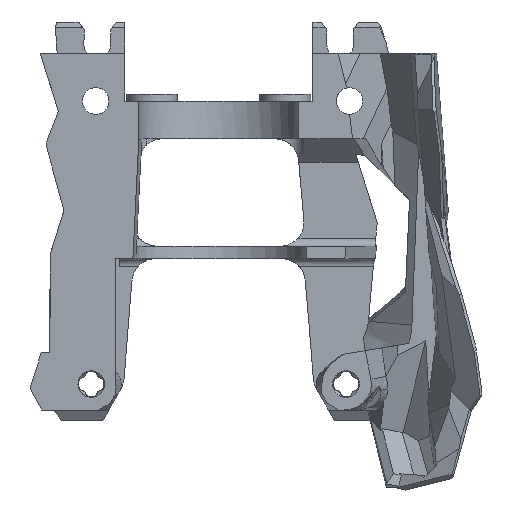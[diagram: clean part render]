
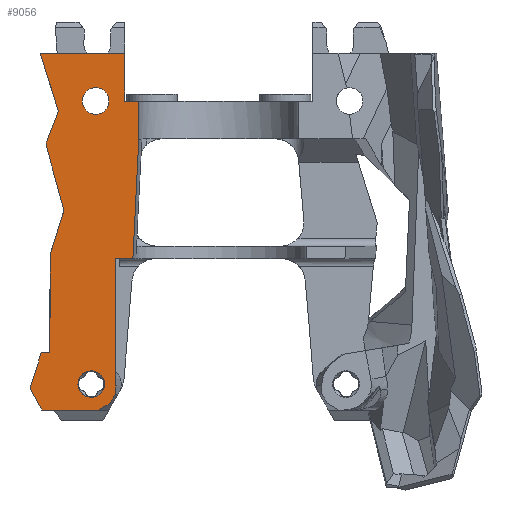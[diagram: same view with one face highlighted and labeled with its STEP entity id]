
A CAD part, front view. The second image highlights one B-rep face of the part: STEP entity #9056.
In plain terms, the highlighted planar face has unit normal (0, -1, 0).
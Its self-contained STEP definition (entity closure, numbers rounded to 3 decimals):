
#69=FACE_BOUND('',#997,.T.);
#70=FACE_BOUND('',#998,.T.);
#150=PLANE('',#9567);
#522=FACE_OUTER_BOUND('',#996,.T.);
#996=EDGE_LOOP('',(#6323,#6324,#6325,#6326,#6327,#6328,#6329,#6330,#6331,
#6332,#6333,#6334,#6335,#6336,#6337,#6338,#6339,#6340,#6341,#6342));
#997=EDGE_LOOP('',(#6343));
#998=EDGE_LOOP('',(#6344));
#1517=LINE('',#12773,#2627);
#1520=LINE('',#12778,#2630);
#1541=LINE('',#12991,#2651);
#1543=LINE('',#12999,#2653);
#1544=LINE('',#13001,#2654);
#1545=LINE('',#13003,#2655);
#1546=LINE('',#13005,#2656);
#1547=LINE('',#13007,#2657);
#1548=LINE('',#13009,#2658);
#1549=LINE('',#13011,#2659);
#1550=LINE('',#13013,#2660);
#1551=LINE('',#13015,#2661);
#1552=LINE('',#13017,#2662);
#1553=LINE('',#13019,#2663);
#1554=LINE('',#13021,#2664);
#1555=LINE('',#13023,#2665);
#1556=LINE('',#13025,#2666);
#1557=LINE('',#13027,#2667);
#1558=LINE('',#13029,#2668);
#1559=LINE('',#13030,#2669);
#2627=VECTOR('',#10287,10.);
#2630=VECTOR('',#10292,10.);
#2651=VECTOR('',#10333,1000.);
#2653=VECTOR('',#10341,1000.);
#2654=VECTOR('',#10342,1000.);
#2655=VECTOR('',#10343,1000.);
#2656=VECTOR('',#10344,1000.);
#2657=VECTOR('',#10345,1000.);
#2658=VECTOR('',#10346,1000.);
#2659=VECTOR('',#10347,1000.);
#2660=VECTOR('',#10348,1000.);
#2661=VECTOR('',#10349,1000.);
#2662=VECTOR('',#10350,1000.);
#2663=VECTOR('',#10351,1000.);
#2664=VECTOR('',#10352,1000.);
#2665=VECTOR('',#10353,1000.);
#2666=VECTOR('',#10354,1000.);
#2667=VECTOR('',#10355,1000.);
#2668=VECTOR('',#10356,1000.);
#2669=VECTOR('',#10357,1000.);
#3716=CIRCLE('',#9568,1.7);
#3717=CIRCLE('',#9569,1.7);
#3967=VERTEX_POINT('',#12770);
#3968=VERTEX_POINT('',#12772);
#3969=VERTEX_POINT('',#12777);
#3996=VERTEX_POINT('',#12990);
#3999=VERTEX_POINT('',#12998);
#4000=VERTEX_POINT('',#13000);
#4001=VERTEX_POINT('',#13002);
#4002=VERTEX_POINT('',#13004);
#4003=VERTEX_POINT('',#13006);
#4004=VERTEX_POINT('',#13008);
#4005=VERTEX_POINT('',#13010);
#4006=VERTEX_POINT('',#13012);
#4007=VERTEX_POINT('',#13014);
#4008=VERTEX_POINT('',#13016);
#4009=VERTEX_POINT('',#13018);
#4010=VERTEX_POINT('',#13020);
#4011=VERTEX_POINT('',#13022);
#4012=VERTEX_POINT('',#13024);
#4013=VERTEX_POINT('',#13026);
#4014=VERTEX_POINT('',#13028);
#4015=VERTEX_POINT('',#13031);
#4016=VERTEX_POINT('',#13033);
#4869=EDGE_CURVE('',#3968,#3967,#1517,.T.);
#4872=EDGE_CURVE('',#3969,#3968,#1520,.T.);
#4905=EDGE_CURVE('',#3996,#3969,#1541,.T.);
#4909=EDGE_CURVE('',#3999,#3967,#1543,.T.);
#4910=EDGE_CURVE('',#3999,#4000,#1544,.T.);
#4911=EDGE_CURVE('',#4000,#4001,#1545,.T.);
#4912=EDGE_CURVE('',#4002,#4001,#1546,.T.);
#4913=EDGE_CURVE('',#4003,#4002,#1547,.T.);
#4914=EDGE_CURVE('',#4003,#4004,#1548,.T.);
#4915=EDGE_CURVE('',#4005,#4004,#1549,.T.);
#4916=EDGE_CURVE('',#4006,#4005,#1550,.T.);
#4917=EDGE_CURVE('',#4007,#4006,#1551,.T.);
#4918=EDGE_CURVE('',#4007,#4008,#1552,.T.);
#4919=EDGE_CURVE('',#4009,#4008,#1553,.T.);
#4920=EDGE_CURVE('',#4010,#4009,#1554,.T.);
#4921=EDGE_CURVE('',#4011,#4010,#1555,.T.);
#4922=EDGE_CURVE('',#4011,#4012,#1556,.T.);
#4923=EDGE_CURVE('',#4012,#4013,#1557,.T.);
#4924=EDGE_CURVE('',#4013,#4014,#1558,.T.);
#4925=EDGE_CURVE('',#4014,#3996,#1559,.T.);
#4926=EDGE_CURVE('',#4015,#4015,#3716,.T.);
#4927=EDGE_CURVE('',#4016,#4016,#3717,.T.);
#6323=ORIENTED_EDGE('',*,*,#4872,.T.);
#6324=ORIENTED_EDGE('',*,*,#4869,.T.);
#6325=ORIENTED_EDGE('',*,*,#4909,.F.);
#6326=ORIENTED_EDGE('',*,*,#4910,.T.);
#6327=ORIENTED_EDGE('',*,*,#4911,.T.);
#6328=ORIENTED_EDGE('',*,*,#4912,.F.);
#6329=ORIENTED_EDGE('',*,*,#4913,.F.);
#6330=ORIENTED_EDGE('',*,*,#4914,.T.);
#6331=ORIENTED_EDGE('',*,*,#4915,.F.);
#6332=ORIENTED_EDGE('',*,*,#4916,.F.);
#6333=ORIENTED_EDGE('',*,*,#4917,.F.);
#6334=ORIENTED_EDGE('',*,*,#4918,.T.);
#6335=ORIENTED_EDGE('',*,*,#4919,.F.);
#6336=ORIENTED_EDGE('',*,*,#4920,.F.);
#6337=ORIENTED_EDGE('',*,*,#4921,.F.);
#6338=ORIENTED_EDGE('',*,*,#4922,.T.);
#6339=ORIENTED_EDGE('',*,*,#4923,.T.);
#6340=ORIENTED_EDGE('',*,*,#4924,.T.);
#6341=ORIENTED_EDGE('',*,*,#4925,.T.);
#6342=ORIENTED_EDGE('',*,*,#4905,.T.);
#6343=ORIENTED_EDGE('',*,*,#4926,.T.);
#6344=ORIENTED_EDGE('',*,*,#4927,.T.);
#9056=ADVANCED_FACE('',(#522,#69,#70),#150,.F.);
#9567=AXIS2_PLACEMENT_3D('',#12997,#10339,#10340);
#9568=AXIS2_PLACEMENT_3D('',#13032,#10358,#10359);
#9569=AXIS2_PLACEMENT_3D('',#13034,#10360,#10361);
#10287=DIRECTION('',(0.,0.,1.));
#10292=DIRECTION('',(-1.,0.,0.));
#10333=DIRECTION('',(0.,0.,1.));
#10339=DIRECTION('center_axis',(0.,1.,0.));
#10340=DIRECTION('ref_axis',(1.,0.,0.));
#10341=DIRECTION('',(1.,0.,0.));
#10342=DIRECTION('',(0.299,0.,-0.954));
#10343=DIRECTION('',(-0.355,0.,-0.935));
#10344=DIRECTION('',(0.,0.,1.));
#10345=DIRECTION('',(-0.264,0.,0.964));
#10346=DIRECTION('',(-0.298,0.,-0.955));
#10347=DIRECTION('',(0.002,0.,1.));
#10348=DIRECTION('',(1.,0.,0.));
#10349=DIRECTION('',(0.298,0.,0.955));
#10350=DIRECTION('',(0.481,0.,-0.877));
#10351=DIRECTION('',(-1.,0.,0.));
#10352=DIRECTION('',(-0.866,0.,-0.5));
#10353=DIRECTION('',(-0.5,0.,-0.866));
#10354=DIRECTION('',(0.,0.,1.));
#10355=DIRECTION('',(0.,0.,1.));
#10356=DIRECTION('',(1.,0.,0.));
#10357=DIRECTION('',(0.049,0.,0.999));
#10358=DIRECTION('center_axis',(0.,1.,0.));
#10359=DIRECTION('ref_axis',(-1.,0.,0.));
#10360=DIRECTION('center_axis',(0.,1.,0.));
#10361=DIRECTION('ref_axis',(1.,0.,0.));
#12770=CARTESIAN_POINT('',(-12.,0.,61.5));
#12772=CARTESIAN_POINT('',(-12.,0.,55.4));
#12773=CARTESIAN_POINT('',(-12.,0.,46.717));
#12777=CARTESIAN_POINT('',(-10.2,0.,55.4));
#12778=CARTESIAN_POINT('',(8.156,0.,55.4));
#12990=CARTESIAN_POINT('',(-10.2,0.,50.5));
#12991=CARTESIAN_POINT('',(-10.2,0.,54.));
#12997=CARTESIAN_POINT('Origin',(16.698,0.,
31.934));
#12998=CARTESIAN_POINT('',(-22.767,0.,61.5));
#12999=CARTESIAN_POINT('',(-19.733,0.,61.5));
#13000=CARTESIAN_POINT('',(-20.455,0.,54.132));
#13001=CARTESIAN_POINT('',(-22.767,0.,61.5));
#13002=CARTESIAN_POINT('',(-22.,0.,50.064));
#13003=CARTESIAN_POINT('',(-23.902,0.,45.055));
#13004=CARTESIAN_POINT('',(-22.,0.,49.71));
#13005=CARTESIAN_POINT('',(-22.,0.,33.781));
#13006=CARTESIAN_POINT('',(-19.739,0.,41.455));
#13007=CARTESIAN_POINT('',(-19.579,0.,40.87));
#13008=CARTESIAN_POINT('',(-21.506,0.,35.799));
#13009=CARTESIAN_POINT('',(-19.739,0.,41.455));
#13010=CARTESIAN_POINT('',(-21.529,0.,23.301));
#13011=CARTESIAN_POINT('',(-21.543,0.,16.153));
#13012=CARTESIAN_POINT('',(-22.64,0.,23.301));
#13013=CARTESIAN_POINT('',(6.662,0.,23.301));
#13014=CARTESIAN_POINT('',(-24.067,0.,18.732));
#13015=CARTESIAN_POINT('',(-23.108,0.,21.804));
#13016=CARTESIAN_POINT('',(-22.569,0.,16.001));
#13017=CARTESIAN_POINT('',(-25.05,0.,20.521));
#13018=CARTESIAN_POINT('',(-15.345,0.,16.001));
#13019=CARTESIAN_POINT('',(-23.493,0.,16.001));
#13020=CARTESIAN_POINT('',(-13.845,0.,16.867));
#13021=CARTESIAN_POINT('',(0.496,0.,25.147));
#13022=CARTESIAN_POINT('',(-13.15,0.,18.071));
#13023=CARTESIAN_POINT('',(-11.565,0.,20.816));
#13024=CARTESIAN_POINT('',(-13.15,0.,19.068));
#13025=CARTESIAN_POINT('',(-13.15,0.,29.867));
#13026=CARTESIAN_POINT('',(-13.15,0.,35.301));
#13027=CARTESIAN_POINT('',(-13.15,0.,29.867));
#13028=CARTESIAN_POINT('',(-10.946,0.,35.301));
#13029=CARTESIAN_POINT('',(4.294,0.,35.301));
#13030=CARTESIAN_POINT('',(-11.245,0.,29.2));
#13031=CARTESIAN_POINT('',(-14.,0.,55.424));
#13032=CARTESIAN_POINT('Origin',(-15.7,0.,
55.424));
#13033=CARTESIAN_POINT('',(-17.95,0.,19.301));
#13034=CARTESIAN_POINT('Origin',(-16.25,0.,
19.301));
